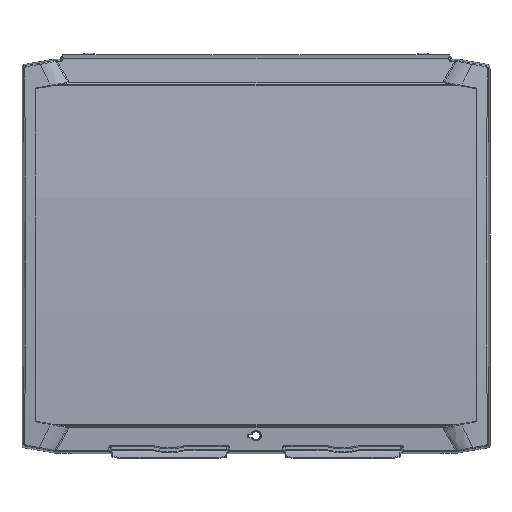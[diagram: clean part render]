
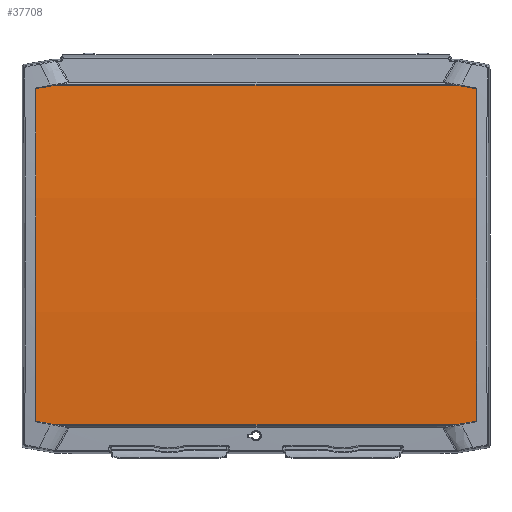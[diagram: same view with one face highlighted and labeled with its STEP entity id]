
A CAD part, top view. The second image highlights one B-rep face of the part: STEP entity #37708.
In plain terms, the highlighted cylindrical face has radius 1898.5 mm (diameter 3797 mm), a partial arc.
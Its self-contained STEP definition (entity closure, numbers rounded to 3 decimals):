
#2895=LINE('',#78315,#6576);
#2901=LINE('',#78411,#6582);
#2904=LINE('',#78416,#6585);
#2905=LINE('',#78418,#6586);
#2912=LINE('',#78520,#6593);
#2913=LINE('',#78522,#6594);
#6576=VECTOR('',#46716,0.441);
#6582=VECTOR('',#46730,0.441);
#6585=VECTOR('',#46737,382.004);
#6586=VECTOR('',#46740,0.441);
#6593=VECTOR('',#46759,0.441);
#6594=VECTOR('',#46762,382.004);
#9048=CYLINDRICAL_SURFACE('',#40462,1898.5);
#9514=B_SPLINE_CURVE_WITH_KNOTS('',3,(#75449,#75450,#75451,#75452,#75453,
#75454,#75455,#75456,#75457,#75458,#75459,#75460,#75461),.UNSPECIFIED.,
 .F.,.F.,(4,3,3,3,4),(-0.419,-0.383,-0.345,
-0.341,-0.299),.UNSPECIFIED.);
#10556=FACE_OUTER_BOUND('',#12741,.T.);
#12741=EDGE_LOOP('',(#29353,#29354,#29355,#29356,#29357,#29358,#29359,#29360,
#29361,#29362,#29363,#29364));
#14348=ELLIPSE('',#39995,1644.196,1424.107);
#14417=ELLIPSE('',#40450,1714.793,1549.028);
#14418=ELLIPSE('',#40459,1741.389,1597.45);
#15164=CIRCLE('',#40139,1898.5);
#15167=CIRCLE('',#40146,1898.5);
#16608=VERTEX_POINT('',#75305);
#16611=VERTEX_POINT('',#75310);
#16615=VERTEX_POINT('',#75417);
#16619=VERTEX_POINT('',#75447);
#16850=VERTEX_POINT('',#76618);
#16851=VERTEX_POINT('',#76620);
#16858=VERTEX_POINT('',#76646);
#16859=VERTEX_POINT('',#76648);
#17188=VERTEX_POINT('',#78331);
#17192=VERTEX_POINT('',#78404);
#17194=VERTEX_POINT('',#78424);
#17195=VERTEX_POINT('',#78425);
#20659=EDGE_CURVE('',#16608,#16611,#14348,.F.);
#20668=EDGE_CURVE('',#16615,#16619,#9514,.F.);
#20959=EDGE_CURVE('',#16850,#16851,#15164,.T.);
#20969=EDGE_CURVE('',#16858,#16859,#15167,.T.);
#21572=EDGE_CURVE('',#16858,#16615,#2895,.T.);
#21578=EDGE_CURVE('',#17192,#17188,#14417,.F.);
#21582=EDGE_CURVE('',#16859,#17188,#2901,.T.);
#21585=EDGE_CURVE('',#16611,#17192,#2904,.T.);
#21586=EDGE_CURVE('',#16608,#16850,#2905,.T.);
#21589=EDGE_CURVE('',#17194,#17195,#14418,.F.);
#21597=EDGE_CURVE('',#17195,#16851,#2912,.T.);
#21598=EDGE_CURVE('',#16619,#17194,#2913,.T.);
#29353=ORIENTED_EDGE('',*,*,#20668,.T.);
#29354=ORIENTED_EDGE('',*,*,#21598,.T.);
#29355=ORIENTED_EDGE('',*,*,#21589,.T.);
#29356=ORIENTED_EDGE('',*,*,#21597,.T.);
#29357=ORIENTED_EDGE('',*,*,#20959,.F.);
#29358=ORIENTED_EDGE('',*,*,#21586,.F.);
#29359=ORIENTED_EDGE('',*,*,#20659,.T.);
#29360=ORIENTED_EDGE('',*,*,#21585,.T.);
#29361=ORIENTED_EDGE('',*,*,#21578,.T.);
#29362=ORIENTED_EDGE('',*,*,#21582,.F.);
#29363=ORIENTED_EDGE('',*,*,#20969,.F.);
#29364=ORIENTED_EDGE('',*,*,#21572,.T.);
#37708=ADVANCED_FACE('',(#10556),#9048,.T.);
#39995=AXIS2_PLACEMENT_3D('',#75312,#45044,#45045);
#40139=AXIS2_PLACEMENT_3D('',#76621,#45560,#45561);
#40146=AXIS2_PLACEMENT_3D('',#76649,#45579,#45580);
#40450=AXIS2_PLACEMENT_3D('',#78405,#46722,#46723);
#40459=AXIS2_PLACEMENT_3D('',#78426,#46749,#46750);
#40462=AXIS2_PLACEMENT_3D('',#78521,#46760,#46761);
#45044=DIRECTION('center_axis',(1.,0.,
0.));
#45045=DIRECTION('ref_axis',(0.,0.997,0.077));
#45560=DIRECTION('center_axis',(-1.,0.,0.));
#45561=DIRECTION('ref_axis',(0.,-1.,0.));
#45579=DIRECTION('center_axis',(1.,0.,0.));
#45580=DIRECTION('ref_axis',(0.,-1.,0.));
#46716=DIRECTION('',(-1.,0.,0.));
#46722=DIRECTION('center_axis',(-1.,0.,
0.));
#46723=DIRECTION('ref_axis',(0.,-0.997,-0.077));
#46730=DIRECTION('',(-1.,0.,0.));
#46737=DIRECTION('',(1.,0.,0.));
#46740=DIRECTION('',(-1.,0.,0.));
#46749=DIRECTION('center_axis',(1.,0.,0.));
#46750=DIRECTION('ref_axis',(0.,-0.997,0.077));
#46759=DIRECTION('',(-1.,0.,0.));
#46760=DIRECTION('center_axis',(-1.,0.,0.));
#46761=DIRECTION('ref_axis',(0.,-1.,0.));
#46762=DIRECTION('',(-1.,0.,0.));
#75305=CARTESIAN_POINT('',(-191.002,-147.016,17.295));
#75310=CARTESIAN_POINT('',(-191.002,-146.5,17.339));
#75312=CARTESIAN_POINT('Origin',(-191.002,-36.667,-1402.526));
#75417=CARTESIAN_POINT('',(191.002,147.016,17.299));
#75447=CARTESIAN_POINT('',(191.003,146.5,17.339));
#75449=CARTESIAN_POINT('Ctrl Pts',(191.003,146.5,17.339));
#75450=CARTESIAN_POINT('Ctrl Pts',(191.002,146.552,17.335));
#75451=CARTESIAN_POINT('Ctrl Pts',(191.002,146.604,17.331));
#75452=CARTESIAN_POINT('Ctrl Pts',(191.002,146.657,17.327));
#75453=CARTESIAN_POINT('Ctrl Pts',(191.002,146.711,17.323));
#75454=CARTESIAN_POINT('Ctrl Pts',(191.002,146.765,17.319));
#75455=CARTESIAN_POINT('Ctrl Pts',(191.002,146.819,17.314));
#75456=CARTESIAN_POINT('Ctrl Pts',(191.002,146.825,17.314));
#75457=CARTESIAN_POINT('Ctrl Pts',(191.002,146.832,17.313));
#75458=CARTESIAN_POINT('Ctrl Pts',(191.002,146.838,17.313));
#75459=CARTESIAN_POINT('Ctrl Pts',(191.002,146.897,17.308));
#75460=CARTESIAN_POINT('Ctrl Pts',(191.002,146.957,17.304));
#75461=CARTESIAN_POINT('Ctrl Pts',(191.002,147.016,17.299));
#76618=CARTESIAN_POINT('',(-191.443,-147.016,17.299));
#76620=CARTESIAN_POINT('',(-191.443,147.016,17.299));
#76621=CARTESIAN_POINT('Origin',(-191.443,0.,-1875.5));
#76646=CARTESIAN_POINT('',(191.443,147.016,17.299));
#76648=CARTESIAN_POINT('',(191.443,-147.016,17.299));
#76649=CARTESIAN_POINT('Origin',(191.443,0.,-1875.5));
#78315=CARTESIAN_POINT('',(191.443,147.016,17.299));
#78331=CARTESIAN_POINT('',(191.002,-147.016,17.295));
#78404=CARTESIAN_POINT('',(191.002,-146.5,17.339));
#78405=CARTESIAN_POINT('Origin',(191.002,-27.001,-1527.072));
#78411=CARTESIAN_POINT('',(191.443,-147.016,17.299));
#78416=CARTESIAN_POINT('',(-191.002,-146.5,17.339));
#78418=CARTESIAN_POINT('',(-191.002,-147.016,17.299));
#78424=CARTESIAN_POINT('',(-191.002,146.5,17.339));
#78425=CARTESIAN_POINT('',(-191.002,147.016,17.295));
#78426=CARTESIAN_POINT('Origin',(-191.002,23.263,-1575.35));
#78520=CARTESIAN_POINT('',(-191.002,147.016,17.299));
#78521=CARTESIAN_POINT('Origin',(0.,0.,-1875.5));
#78522=CARTESIAN_POINT('',(191.003,146.5,17.339));
